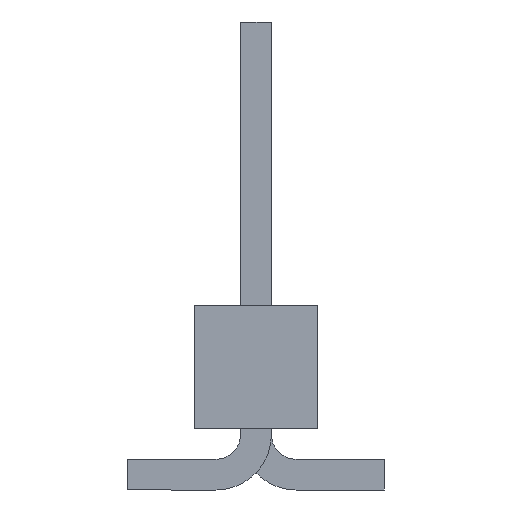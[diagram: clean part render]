
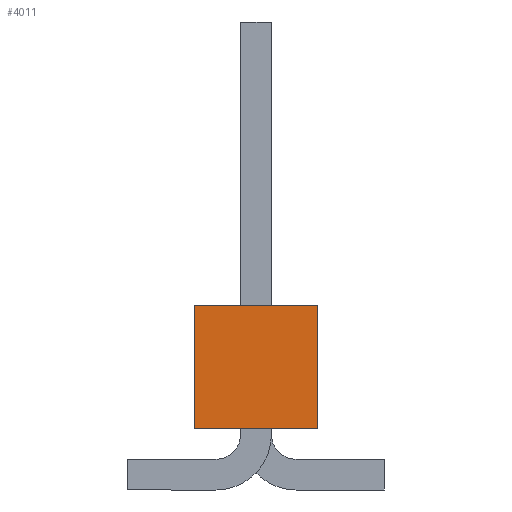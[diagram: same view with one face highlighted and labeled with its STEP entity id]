
A CAD part, left-side view. The second image highlights one B-rep face of the part: STEP entity #4011.
In plain terms, the highlighted face is planar.
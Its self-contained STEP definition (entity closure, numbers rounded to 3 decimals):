
#908 = VERTEX_POINT('',#909);
#909 = CARTESIAN_POINT('',(16.51,1.27,1.27));
#915 = EDGE_CURVE('',#908,#916,#918,.T.);
#916 = VERTEX_POINT('',#917);
#917 = CARTESIAN_POINT('',(16.51,1.27,-1.27));
#918 = LINE('',#919,#920);
#919 = CARTESIAN_POINT('',(16.51,1.27,1.27));
#920 = VECTOR('',#921,1.);
#921 = DIRECTION('',(0.,0.,-1.));
#2118 = VERTEX_POINT('',#2119);
#2119 = CARTESIAN_POINT('',(16.51,-1.27,-1.27));
#2125 = EDGE_CURVE('',#2126,#2118,#2128,.T.);
#2126 = VERTEX_POINT('',#2127);
#2127 = CARTESIAN_POINT('',(16.51,-1.27,1.27));
#2128 = LINE('',#2129,#2130);
#2129 = CARTESIAN_POINT('',(16.51,-1.27,1.27));
#2130 = VECTOR('',#2131,1.);
#2131 = DIRECTION('',(0.,0.,-1.));
#2818 = EDGE_CURVE('',#916,#2118,#2819,.T.);
#2819 = LINE('',#2820,#2821);
#2820 = CARTESIAN_POINT('',(16.51,1.27,-1.27));
#2821 = VECTOR('',#2822,1.);
#2822 = DIRECTION('',(0.,-1.,0.));
#2840 = EDGE_CURVE('',#908,#2126,#2841,.T.);
#2841 = LINE('',#2842,#2843);
#2842 = CARTESIAN_POINT('',(16.51,1.27,1.27));
#2843 = VECTOR('',#2844,1.);
#2844 = DIRECTION('',(0.,-1.,0.));
#4011 = ADVANCED_FACE('',(#4012),#4018,.F.);
#4012 = FACE_BOUND('',#4013,.T.);
#4013 = EDGE_LOOP('',(#4014,#4015,#4016,#4017));
#4014 = ORIENTED_EDGE('',*,*,#2125,.T.);
#4015 = ORIENTED_EDGE('',*,*,#2818,.F.);
#4016 = ORIENTED_EDGE('',*,*,#915,.F.);
#4017 = ORIENTED_EDGE('',*,*,#2840,.T.);
#4018 = PLANE('',#4019);
#4019 = AXIS2_PLACEMENT_3D('',#4020,#4021,#4022);
#4020 = CARTESIAN_POINT('',(16.51,1.27,1.27));
#4021 = DIRECTION('',(-1.,0.,0.));
#4022 = DIRECTION('',(0.,0.,1.));
